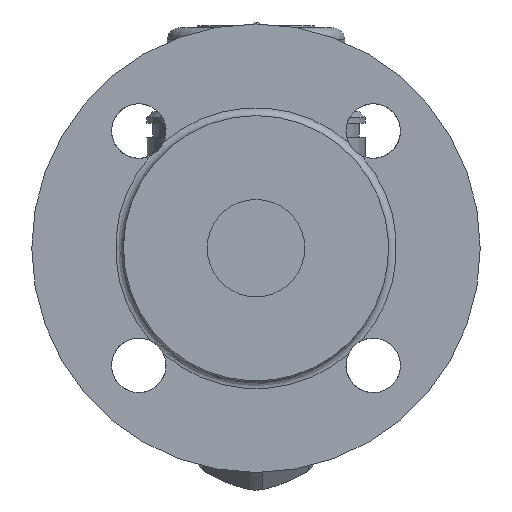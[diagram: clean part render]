
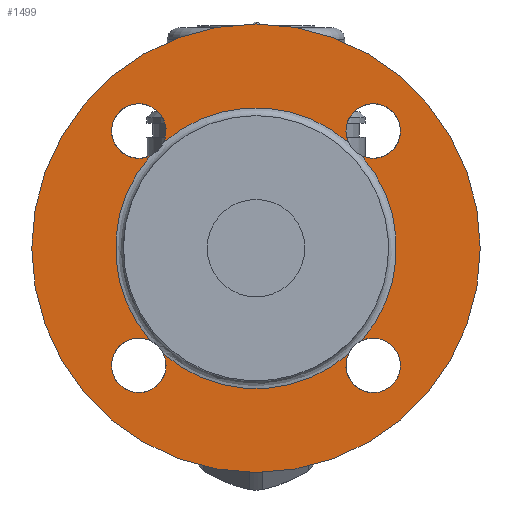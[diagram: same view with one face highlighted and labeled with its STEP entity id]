
A CAD part, left-side view. The second image highlights one B-rep face of the part: STEP entity #1499.
In plain terms, the highlighted planar face has unit normal (-1, 0, 0).
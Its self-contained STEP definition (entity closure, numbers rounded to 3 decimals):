
#875=CARTESIAN_POINT('',(-78.,-23.71,27.09));
#876=VERTEX_POINT('',#875);
#877=CARTESIAN_POINT('',(-78.,-27.09,23.71));
#878=VERTEX_POINT('',#877);
#894=CARTESIAN_POINT('',(-78.,23.71,27.09));
#895=VERTEX_POINT('',#894);
#896=CARTESIAN_POINT('',(-78.,0.0,0.));
#897=DIRECTION('',(-1.0,0.0,0.0));
#898=DIRECTION('',(0.0,0.0,-1.0));
#899=AXIS2_PLACEMENT_3D('',#896,#897,#898);
#900=CIRCLE('',#899,36.);
#901=EDGE_CURVE('',#876,#895,#900,.T.);
#903=CARTESIAN_POINT('',(-78.,27.09,23.71));
#904=VERTEX_POINT('',#903);
#920=CARTESIAN_POINT('',(-78.0,27.09,-23.71));
#921=VERTEX_POINT('',#920);
#922=CARTESIAN_POINT('',(-78.,0.0,0.));
#923=DIRECTION('',(-1.0,0.0,0.0));
#924=DIRECTION('',(0.0,0.0,-1.0));
#925=AXIS2_PLACEMENT_3D('',#922,#923,#924);
#926=CIRCLE('',#925,36.);
#927=EDGE_CURVE('',#904,#921,#926,.T.);
#929=CARTESIAN_POINT('',(-78.0,23.71,-27.09));
#930=VERTEX_POINT('',#929);
#946=CARTESIAN_POINT('',(-78.0,-23.71,-27.09));
#947=VERTEX_POINT('',#946);
#948=CARTESIAN_POINT('',(-78.,0.0,0.));
#949=DIRECTION('',(-1.0,0.0,0.0));
#950=DIRECTION('',(0.0,0.0,-1.0));
#951=AXIS2_PLACEMENT_3D('',#948,#949,#950);
#952=CIRCLE('',#951,36.);
#953=EDGE_CURVE('',#930,#947,#952,.T.);
#955=CARTESIAN_POINT('',(-78.0,-27.09,-23.71));
#956=VERTEX_POINT('',#955);
#972=CARTESIAN_POINT('',(-78.,0.0,0.));
#973=DIRECTION('',(-1.0,0.0,0.0));
#974=DIRECTION('',(0.0,0.0,-1.0));
#975=AXIS2_PLACEMENT_3D('',#972,#973,#974);
#976=CIRCLE('',#975,36.);
#977=EDGE_CURVE('',#956,#878,#976,.T.);
#1030=CARTESIAN_POINT('',(-78.,-30.052,30.052));
#1031=DIRECTION('',(1.0,0.0,0.0));
#1032=DIRECTION('',(0.0,-1.0,0.0));
#1033=AXIS2_PLACEMENT_3D('',#1030,#1031,#1032);
#1034=CIRCLE('',#1033,7.);
#1035=EDGE_CURVE('',#876,#878,#1034,.T.);
#1078=CARTESIAN_POINT('',(-78.0,-30.052,-30.052));
#1079=DIRECTION('',(1.0,0.0,0.0));
#1080=DIRECTION('',(0.0,0.0,-1.0));
#1081=AXIS2_PLACEMENT_3D('',#1078,#1079,#1080);
#1082=CIRCLE('',#1081,7.);
#1083=EDGE_CURVE('',#956,#947,#1082,.T.);
#1126=CARTESIAN_POINT('',(-78.0,30.052,-30.052));
#1127=DIRECTION('',(1.0,0.0,0.0));
#1128=DIRECTION('',(0.0,1.0,0.0));
#1129=AXIS2_PLACEMENT_3D('',#1126,#1127,#1128);
#1130=CIRCLE('',#1129,7.);
#1131=EDGE_CURVE('',#930,#921,#1130,.T.);
#1174=CARTESIAN_POINT('',(-78.,30.052,30.052));
#1175=DIRECTION('',(1.0,0.0,0.0));
#1176=DIRECTION('',(0.0,0.0,1.0));
#1177=AXIS2_PLACEMENT_3D('',#1174,#1175,#1176);
#1178=CIRCLE('',#1177,7.);
#1179=EDGE_CURVE('',#904,#895,#1178,.T.);
#1446=CARTESIAN_POINT('',(-78.,0.0,57.5));
#1447=VERTEX_POINT('',#1446);
#1448=CARTESIAN_POINT('',(-78.,0.0,0.));
#1449=DIRECTION('',(-1.0,0.0,0.0));
#1450=DIRECTION('',(0.0,0.0,1.0));
#1451=AXIS2_PLACEMENT_3D('',#1448,#1449,#1450);
#1452=CIRCLE('',#1451,57.5);
#1453=EDGE_CURVE('',#1447,#1447,#1452,.T.);
#1481=CARTESIAN_POINT('',(-78.,0.0,45.75));
#1482=DIRECTION('',(-1.0,0.0,0.0));
#1483=DIRECTION('',(0.0,0.0,1.0));
#1484=AXIS2_PLACEMENT_3D('',#1481,#1482,#1483);
#1485=PLANE('',#1484);
#1486=ORIENTED_EDGE('',*,*,#1453,.T.);
#1487=EDGE_LOOP('',(#1486));
#1488=FACE_OUTER_BOUND('',#1487,.T.);
#1489=ORIENTED_EDGE('',*,*,#977,.F.);
#1490=ORIENTED_EDGE('',*,*,#1083,.T.);
#1491=ORIENTED_EDGE('',*,*,#953,.F.);
#1492=ORIENTED_EDGE('',*,*,#1131,.T.);
#1493=ORIENTED_EDGE('',*,*,#927,.F.);
#1494=ORIENTED_EDGE('',*,*,#1179,.T.);
#1495=ORIENTED_EDGE('',*,*,#901,.F.);
#1496=ORIENTED_EDGE('',*,*,#1035,.T.);
#1497=EDGE_LOOP('',(#1489,#1490,#1491,#1492,#1493,#1494,#1495,#1496));
#1498=FACE_BOUND('',#1497,.T.);
#1499=ADVANCED_FACE('',(#1488,#1498),#1485,.T.);
